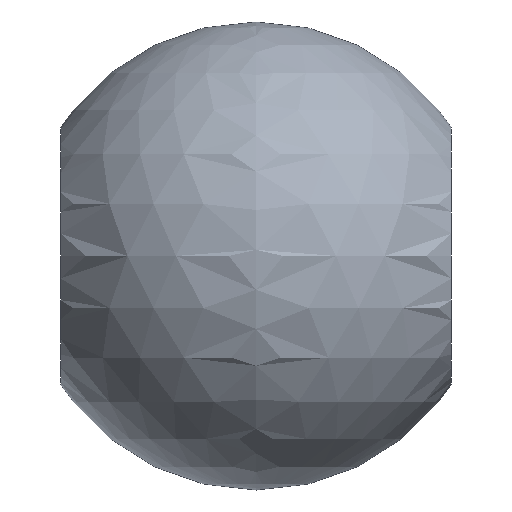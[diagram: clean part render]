
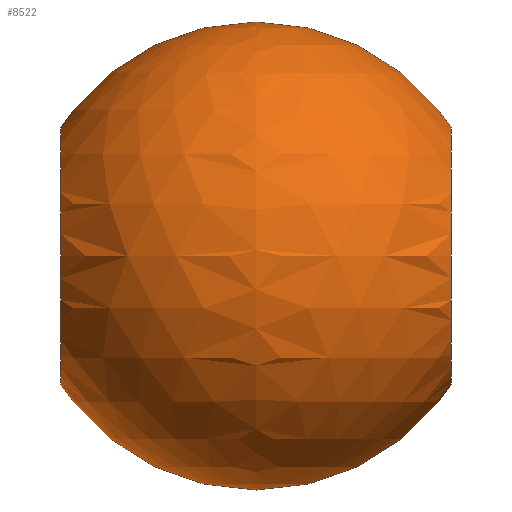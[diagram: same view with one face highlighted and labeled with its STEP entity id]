
A CAD part, left-side view. The second image highlights one B-rep face of the part: STEP entity #8522.
In plain terms, the highlighted spherical face has radius 5 mm.
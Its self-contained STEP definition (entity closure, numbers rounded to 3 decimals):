
#673 = DIRECTION ( 'NONE',  ( 1., 0., 0. ) ) ;
#920 = AXIS2_PLACEMENT_3D ( 'NONE', #1259, #6771, #4737 ) ;
#1259 = CARTESIAN_POINT ( 'NONE',  ( 0., 4.176, 0. ) ) ;
#1306 = DIRECTION ( 'NONE',  ( 0., 0., -1. ) ) ;
#1634 = FACE_OUTER_BOUND ( 'NONE', #5882, .T. ) ;
#1684 = CARTESIAN_POINT ( 'NONE',  ( 0., -4.176, 0. ) ) ;
#1937 = CARTESIAN_POINT ( 'NONE',  ( 0., 0., 0. ) ) ;
#2014 = CIRCLE ( 'NONE', #2998, 2.75 ) ;
#2031 = AXIS2_PLACEMENT_3D ( 'NONE', #1937, #1306, #673 ) ;
#2130 = EDGE_CURVE ( 'NONE', #3578, #3578, #2014, .T. ) ;
#2276 = EDGE_CURVE ( 'NONE', #6603, #6603, #6446, .T. ) ;
#2998 = AXIS2_PLACEMENT_3D ( 'NONE', #1684, #8594, #7844 ) ;
#3507 = CARTESIAN_POINT ( 'NONE',  ( 0., -4.176, 2.75 ) ) ;
#3566 = CARTESIAN_POINT ( 'NONE',  ( 0., 4.176, 2.75 ) ) ;
#3578 = VERTEX_POINT ( 'NONE', #3507 ) ;
#4576 = SPHERICAL_SURFACE ( 'NONE', #2031, 5. ) ;
#4737 = DIRECTION ( 'NONE',  ( 0., 0., 1. ) ) ;
#5154 = EDGE_LOOP ( 'NONE', ( #7074 ) ) ;
#5882 = EDGE_LOOP ( 'NONE', ( #6020 ) ) ;
#6020 = ORIENTED_EDGE ( 'NONE', *, *, #2276, .F. ) ;
#6446 = CIRCLE ( 'NONE', #920, 2.75 ) ;
#6603 = VERTEX_POINT ( 'NONE', #3566 ) ;
#6771 = DIRECTION ( 'NONE',  ( 0., 1., 0. ) ) ;
#7074 = ORIENTED_EDGE ( 'NONE', *, *, #2130, .T. ) ;
#7844 = DIRECTION ( 'NONE',  ( 0., 0., 1. ) ) ;
#8522 = ADVANCED_FACE ( 'NONE', ( #1634, #8789 ), #4576, .T. ) ;
#8594 = DIRECTION ( 'NONE',  ( 0., 1., 0. ) ) ;
#8789 = FACE_OUTER_BOUND ( 'NONE', #5154, .T. ) ;
